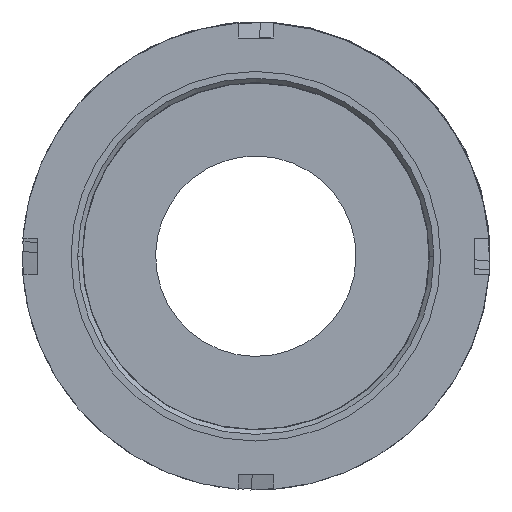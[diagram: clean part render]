
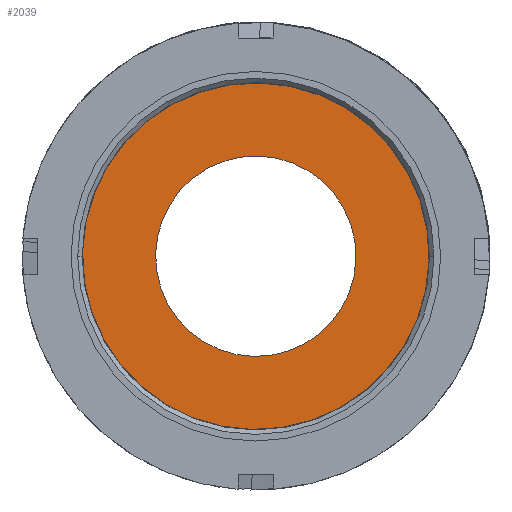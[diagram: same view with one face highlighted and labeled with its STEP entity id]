
A CAD part, front view. The second image highlights one B-rep face of the part: STEP entity #2039.
In plain terms, the highlighted planar face has unit normal (0, -1, 0).
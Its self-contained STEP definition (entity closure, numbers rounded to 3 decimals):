
#136 = ORIENTED_EDGE ( 'NONE', *, *, #3304, .T. ) ;
#241 = CARTESIAN_POINT ( 'NONE',  ( 22.5, 26.868, 0. ) ) ;
#322 = DIRECTION ( 'NONE',  ( 0., 1., 0. ) ) ;
#351 = AXIS2_PLACEMENT_3D ( 'NONE', #2497, #3152, #1872 ) ;
#390 = ORIENTED_EDGE ( 'NONE', *, *, #2860, .F. ) ;
#583 = CARTESIAN_POINT ( 'NONE',  ( 0., 26.868, 0. ) ) ;
#609 = DIRECTION ( 'NONE',  ( -1., 0., 0. ) ) ;
#773 = CIRCLE ( 'NONE', #1677, 22.5 ) ;
#908 = DIRECTION ( 'NONE',  ( -1., 0., 0. ) ) ;
#1008 = DIRECTION ( 'NONE',  ( -1., 0., 0. ) ) ;
#1174 = CIRCLE ( 'NONE', #4185, 38.9 ) ;
#1262 = EDGE_CURVE ( 'NONE', #2948, #3853, #773, .T. ) ;
#1285 = FACE_BOUND ( 'NONE', #1331, .T. ) ;
#1331 = EDGE_LOOP ( 'NONE', ( #136, #2096 ) ) ;
#1427 = DIRECTION ( 'NONE',  ( 0., 1., 0. ) ) ;
#1503 = EDGE_LOOP ( 'NONE', ( #1882, #390 ) ) ;
#1677 = AXIS2_PLACEMENT_3D ( 'NONE', #4234, #322, #609 ) ;
#1813 = CARTESIAN_POINT ( 'NONE',  ( 0., 26.868, 0. ) ) ;
#1872 = DIRECTION ( 'NONE',  ( -1., 0., 0. ) ) ;
#1882 = ORIENTED_EDGE ( 'NONE', *, *, #2412, .F. ) ;
#2039 = ADVANCED_FACE ( 'NONE', ( #3207, #1285 ), #2213, .F. ) ;
#2096 = ORIENTED_EDGE ( 'NONE', *, *, #1262, .T. ) ;
#2210 = CARTESIAN_POINT ( 'NONE',  ( -22.5, 26.868, 0. ) ) ;
#2213 = PLANE ( 'NONE',  #351 ) ;
#2412 = EDGE_CURVE ( 'NONE', #2536, #2471, #3826, .T. ) ;
#2471 = VERTEX_POINT ( 'NONE', #2888 ) ;
#2497 = CARTESIAN_POINT ( 'NONE',  ( 22.5, 26.868, 0. ) ) ;
#2536 = VERTEX_POINT ( 'NONE', #3867 ) ;
#2855 = DIRECTION ( 'NONE',  ( 0., 1., 0. ) ) ;
#2860 = EDGE_CURVE ( 'NONE', #2471, #2536, #1174, .T. ) ;
#2888 = CARTESIAN_POINT ( 'NONE',  ( 38.9, 26.868, 0. ) ) ;
#2948 = VERTEX_POINT ( 'NONE', #241 ) ;
#2963 = DIRECTION ( 'NONE',  ( 0., 1., 0. ) ) ;
#3070 = CIRCLE ( 'NONE', #3854, 22.5 ) ;
#3152 = DIRECTION ( 'NONE',  ( 0., 1., 0. ) ) ;
#3207 = FACE_OUTER_BOUND ( 'NONE', #1503, .T. ) ;
#3267 = CARTESIAN_POINT ( 'NONE',  ( 0., 26.868, 0. ) ) ;
#3304 = EDGE_CURVE ( 'NONE', #3853, #2948, #3070, .T. ) ;
#3617 = AXIS2_PLACEMENT_3D ( 'NONE', #583, #2855, #908 ) ;
#3826 = CIRCLE ( 'NONE', #3617, 38.9 ) ;
#3853 = VERTEX_POINT ( 'NONE', #2210 ) ;
#3854 = AXIS2_PLACEMENT_3D ( 'NONE', #1813, #1427, #4004 ) ;
#3867 = CARTESIAN_POINT ( 'NONE',  ( -38.9, 26.868, 0. ) ) ;
#4004 = DIRECTION ( 'NONE',  ( -1., 0., 0. ) ) ;
#4185 = AXIS2_PLACEMENT_3D ( 'NONE', #3267, #2963, #1008 ) ;
#4234 = CARTESIAN_POINT ( 'NONE',  ( 0., 26.868, 0. ) ) ;
